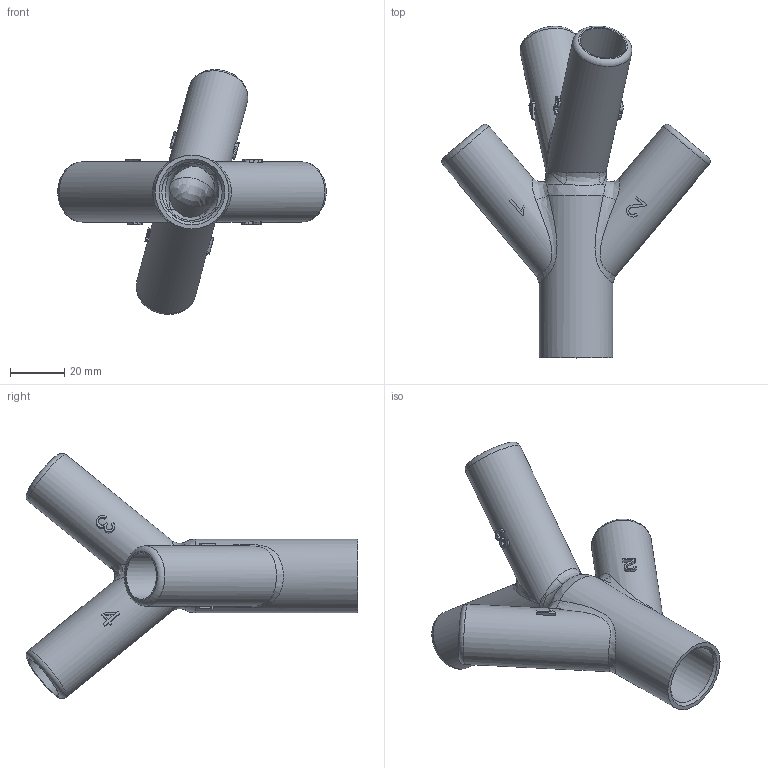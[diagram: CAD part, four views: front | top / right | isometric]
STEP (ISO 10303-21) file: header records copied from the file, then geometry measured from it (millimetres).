
FILE_DESCRIPTION(/* description */ (''),/* implementation_level */ '2;1');
FILE_NAME(/* name */ 'Tree Adapter Angled v5.step',/* time_stamp */ '2020-03-29T23:06:16-04:00',/* author */ (''),/* organization */ (''),/* preprocessor_version */ 'ST-DEVELOPER v18',/* originating_system */ 'Autodesk Translation Framework v8.12.0.6',/* authorisation */ '');
FILE_SCHEMA (('AUTOMOTIVE_DESIGN { 1 0 10303 214 3 1 1 }'));
Length unit declared in the file: millimetre
Products named in the file (1): Tree Adapter Angled
Bounding box: 98.93 x 122.28 x 90.24 mm (x, y, z)
Volume: 42060.6 mm3; surface area: 34530.1 mm2
Topology: 1 solids, 1 shells, 222 faces, 619 edges, 394 vertices
Faces by surface type: bspline 130, plane 65, cylinder 16, torus 10, cone 1
Full cylindrical faces by diameter (mm): 17.2 x4, 22.2 x5, 27.2 x1
Entity records: 11121 total; most frequent: CARTESIAN_POINT 6259, ORIENTED_EDGE 1214, DIRECTION 647, EDGE_CURVE 607, VERTEX_POINT 394, B_SPLINE_CURVE_WITH_KNOTS 260, EDGE_LOOP 237, LINE 233
